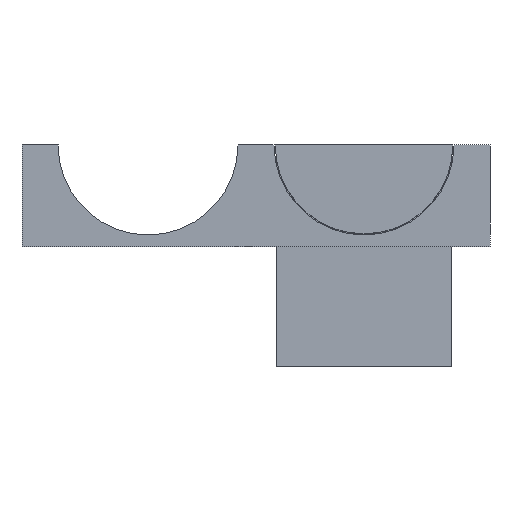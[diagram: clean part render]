
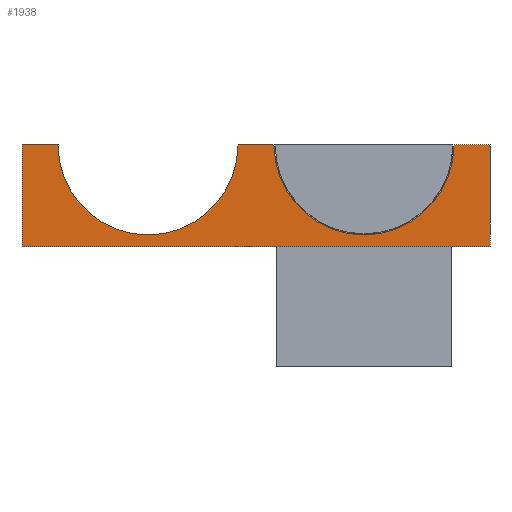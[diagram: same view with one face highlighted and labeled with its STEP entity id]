
A CAD part, left-side view. The second image highlights one B-rep face of the part: STEP entity #1938.
In plain terms, the highlighted planar face has unit normal (-1, 0, 0).
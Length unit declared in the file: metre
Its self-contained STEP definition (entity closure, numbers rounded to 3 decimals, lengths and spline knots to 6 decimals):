
#93=LINE('',#2913,#327);
#103=LINE('',#2934,#337);
#111=LINE('',#2951,#345);
#112=LINE('',#2956,#346);
#113=LINE('',#2958,#347);
#114=LINE('',#2960,#348);
#327=VECTOR('',#2317,1.);
#337=VECTOR('',#2329,1.);
#345=VECTOR('',#2339,1.);
#346=VECTOR('',#2344,1.);
#347=VECTOR('',#2345,1.);
#348=VECTOR('',#2346,1.);
#601=ORIENTED_EDGE('',*,*,#1155,.F.);
#602=ORIENTED_EDGE('',*,*,#1156,.T.);
#603=ORIENTED_EDGE('',*,*,#1137,.F.);
#604=ORIENTED_EDGE('',*,*,#1157,.F.);
#605=ORIENTED_EDGE('',*,*,#1147,.F.);
#606=ORIENTED_EDGE('',*,*,#1158,.T.);
#607=ORIENTED_EDGE('',*,*,#1159,.T.);
#608=ORIENTED_EDGE('',*,*,#1160,.F.);
#1137=EDGE_CURVE('',#1417,#1418,#93,.T.);
#1147=EDGE_CURVE('',#1427,#1428,#103,.T.);
#1155=EDGE_CURVE('',#1435,#1436,#111,.T.);
#1156=EDGE_CURVE('',#1435,#1418,#1533,.T.);
#1157=EDGE_CURVE('',#1428,#1417,#1534,.F.);
#1158=EDGE_CURVE('',#1427,#1437,#112,.T.);
#1159=EDGE_CURVE('',#1437,#1438,#113,.T.);
#1160=EDGE_CURVE('',#1436,#1438,#114,.T.);
#1417=VERTEX_POINT('',#2914);
#1418=VERTEX_POINT('',#2915);
#1427=VERTEX_POINT('',#2935);
#1428=VERTEX_POINT('',#2936);
#1435=VERTEX_POINT('',#2952);
#1436=VERTEX_POINT('',#2953);
#1437=VERTEX_POINT('',#2957);
#1438=VERTEX_POINT('',#2959);
#1533=CIRCLE('',#2080,0.015);
#1534=CIRCLE('',#2081,0.015);
#1597=EDGE_LOOP('',(#601,#602,#603,#604,#605,#606,#607,#608));
#1725=FACE_BOUND('',#1597,.T.);
#1851=PLANE('',#2079);
#1938=ADVANCED_FACE('',(#1725),#1851,.F.);
#2079=AXIS2_PLACEMENT_3D('',#2950,#2337,#2338);
#2080=AXIS2_PLACEMENT_3D('',#2954,#2340,#2341);
#2081=AXIS2_PLACEMENT_3D('',#2955,#2342,#2343);
#2317=DIRECTION('',(0.,-1.,0.));
#2329=DIRECTION('',(0.,-1.,0.));
#2337=DIRECTION('',(1.,0.,0.));
#2338=DIRECTION('',(0.,0.,-1.));
#2339=DIRECTION('',(0.,-1.,0.));
#2340=DIRECTION('',(1.,0.,0.));
#2341=DIRECTION('',(0.,0.,-1.));
#2342=DIRECTION('',(1.,0.,0.));
#2343=DIRECTION('',(0.,0.,-1.));
#2344=DIRECTION('',(0.,0.,-1.));
#2345=DIRECTION('',(0.,-1.,0.));
#2346=DIRECTION('',(0.,0.,-1.));
#2913=CARTESIAN_POINT('',(-0.039,0.,0.017));
#2914=CARTESIAN_POINT('',(-0.039,0.003,0.017));
#2915=CARTESIAN_POINT('',(-0.039,-0.003,0.017));
#2934=CARTESIAN_POINT('',(-0.039,0.,0.017));
#2935=CARTESIAN_POINT('',(-0.039,0.039,0.017));
#2936=CARTESIAN_POINT('',(-0.039,0.033,0.017));
#2950=CARTESIAN_POINT('',(-0.039,0.,0.017));
#2951=CARTESIAN_POINT('',(-0.039,0.,0.017));
#2952=CARTESIAN_POINT('',(-0.039,-0.033,0.017));
#2953=CARTESIAN_POINT('',(-0.039,-0.039,0.017));
#2954=CARTESIAN_POINT('',(-0.039,-0.018,0.017));
#2955=CARTESIAN_POINT('',(-0.039,0.018,0.017));
#2956=CARTESIAN_POINT('',(-0.039,0.039,0.017));
#2957=CARTESIAN_POINT('',(-0.039,0.039,0.));
#2958=CARTESIAN_POINT('',(-0.039,0.,0.));
#2959=CARTESIAN_POINT('',(-0.039,-0.039,0.));
#2960=CARTESIAN_POINT('',(-0.039,-0.039,0.017));
